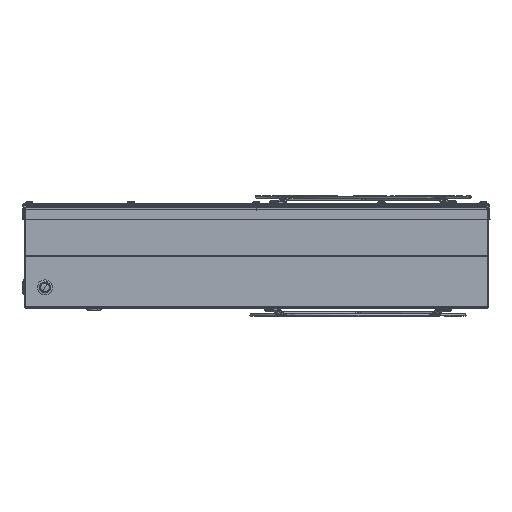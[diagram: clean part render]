
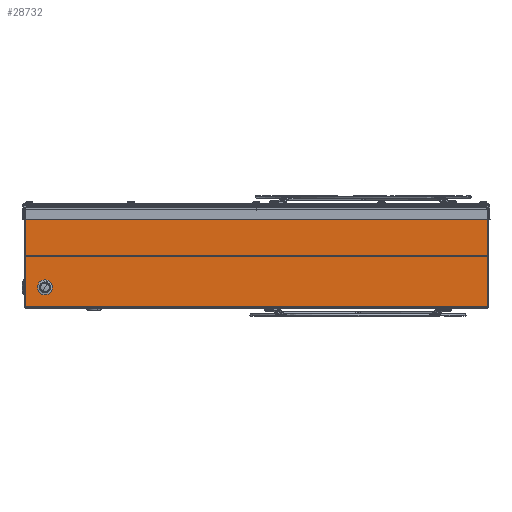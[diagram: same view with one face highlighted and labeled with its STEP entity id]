
A CAD part, front view. The second image highlights one B-rep face of the part: STEP entity #28732.
In plain terms, the highlighted planar face has unit normal (0, -1, 0).
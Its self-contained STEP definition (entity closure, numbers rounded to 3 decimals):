
#519 = ORIENTED_EDGE ( 'NONE', *, *, #40796, .T. ) ;
#1265 = CARTESIAN_POINT ( 'NONE',  ( 221.429, -665., 94. ) ) ;
#3436 = AXIS2_PLACEMENT_3D ( 'NONE', #32701, #20491, #33913 ) ;
#3539 = CARTESIAN_POINT ( 'NONE',  ( -221.429, -665., 0. ) ) ;
#3542 = FACE_OUTER_BOUND ( 'NONE', #38906, .T. ) ;
#5889 = CARTESIAN_POINT ( 'NONE',  ( -222.5, -665., 1. ) ) ;
#7024 = VERTEX_POINT ( 'NONE', #27607 ) ;
#8049 = AXIS2_PLACEMENT_3D ( 'NONE', #11558, #39784, #35578 ) ;
#8840 = DIRECTION ( 'NONE',  ( -1., 0., 0. ) ) ;
#8898 = VERTEX_POINT ( 'NONE', #39701 ) ;
#11445 = CARTESIAN_POINT ( 'NONE',  ( 0., -665., 0. ) ) ;
#11540 = ORIENTED_EDGE ( 'NONE', *, *, #29479, .F. ) ;
#11558 = CARTESIAN_POINT ( 'NONE',  ( -202.5, -665., 19. ) ) ;
#11570 = CARTESIAN_POINT ( 'NONE',  ( 221.429, -665., 0. ) ) ;
#15725 = DIRECTION ( 'NONE',  ( 0., 0., 1. ) ) ;
#16000 = LINE ( 'NONE', #1265, #29104 ) ;
#17094 = LINE ( 'NONE', #5889, #46386 ) ;
#18333 = EDGE_CURVE ( 'NONE', #8898, #7024, #16000, .T. ) ;
#19116 = ORIENTED_EDGE ( 'NONE', *, *, #41464, .F. ) ;
#19279 = CARTESIAN_POINT ( 'NONE',  ( -202.5, -665., 14. ) ) ;
#20189 = VECTOR ( 'NONE', #15725, 1000. ) ;
#20491 = DIRECTION ( 'NONE',  ( 0., -1., 0. ) ) ;
#20612 = CARTESIAN_POINT ( 'NONE',  ( -202.5, -665., 24. ) ) ;
#21375 = ORIENTED_EDGE ( 'NONE', *, *, #18333, .T. ) ;
#21534 = VERTEX_POINT ( 'NONE', #20612 ) ;
#22665 = CIRCLE ( 'NONE', #8049, 5. ) ;
#23216 = ORIENTED_EDGE ( 'NONE', *, *, #40664, .F. ) ;
#23666 = ORIENTED_EDGE ( 'NONE', *, *, #32006, .F. ) ;
#25730 = EDGE_LOOP ( 'NONE', ( #19116, #11540 ) ) ;
#26019 = AXIS2_PLACEMENT_3D ( 'NONE', #11445, #47676, #35824 ) ;
#26803 = DIRECTION ( 'NONE',  ( 0., 0., 1. ) ) ;
#27607 = CARTESIAN_POINT ( 'NONE',  ( -221.429, -665., 94. ) ) ;
#28732 = ADVANCED_FACE ( 'NONE', ( #34655, #3542 ), #35295, .F. ) ;
#29104 = VECTOR ( 'NONE', #8840, 1000. ) ;
#29439 = CARTESIAN_POINT ( 'NONE',  ( 221.429, -665., 1. ) ) ;
#29479 = EDGE_CURVE ( 'NONE', #21534, #50788, #22665, .T. ) ;
#32006 = EDGE_CURVE ( 'NONE', #42682, #7024, #42519, .T. ) ;
#32600 = CIRCLE ( 'NONE', #3436, 5. ) ;
#32701 = CARTESIAN_POINT ( 'NONE',  ( -202.5, -665., 19. ) ) ;
#33913 = DIRECTION ( 'NONE',  ( 0., 0., -1. ) ) ;
#34655 = FACE_BOUND ( 'NONE', #25730, .T. ) ;
#35230 = VERTEX_POINT ( 'NONE', #29439 ) ;
#35295 = PLANE ( 'NONE',  #26019 ) ;
#35578 = DIRECTION ( 'NONE',  ( 0., 0., -1. ) ) ;
#35824 = DIRECTION ( 'NONE',  ( 0., 0., 1. ) ) ;
#38906 = EDGE_LOOP ( 'NONE', ( #21375, #23666, #23216, #519 ) ) ;
#39701 = CARTESIAN_POINT ( 'NONE',  ( 221.429, -665., 94. ) ) ;
#39784 = DIRECTION ( 'NONE',  ( 0., -1., 0. ) ) ;
#40664 = EDGE_CURVE ( 'NONE', #35230, #42682, #17094, .T. ) ;
#40796 = EDGE_CURVE ( 'NONE', #35230, #8898, #43298, .T. ) ;
#41464 = EDGE_CURVE ( 'NONE', #50788, #21534, #32600, .T. ) ;
#42519 = LINE ( 'NONE', #3539, #50540 ) ;
#42682 = VERTEX_POINT ( 'NONE', #48800 ) ;
#43298 = LINE ( 'NONE', #11570, #20189 ) ;
#46386 = VECTOR ( 'NONE', #49740, 1000. ) ;
#47676 = DIRECTION ( 'NONE',  ( 0., 1., 0. ) ) ;
#48800 = CARTESIAN_POINT ( 'NONE',  ( -221.429, -665., 1. ) ) ;
#49740 = DIRECTION ( 'NONE',  ( -1., 0., 0. ) ) ;
#50540 = VECTOR ( 'NONE', #26803, 1000. ) ;
#50788 = VERTEX_POINT ( 'NONE', #19279 ) ;
